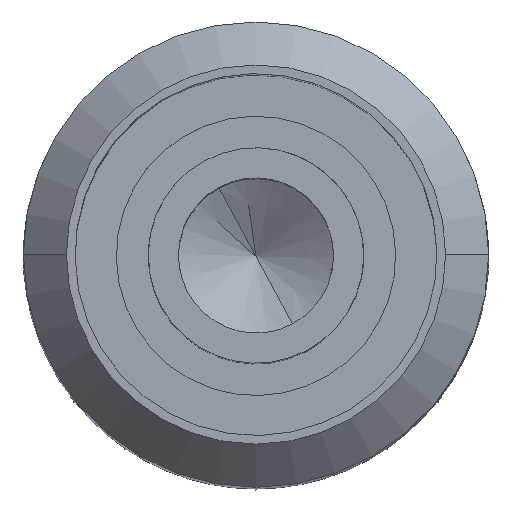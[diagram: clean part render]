
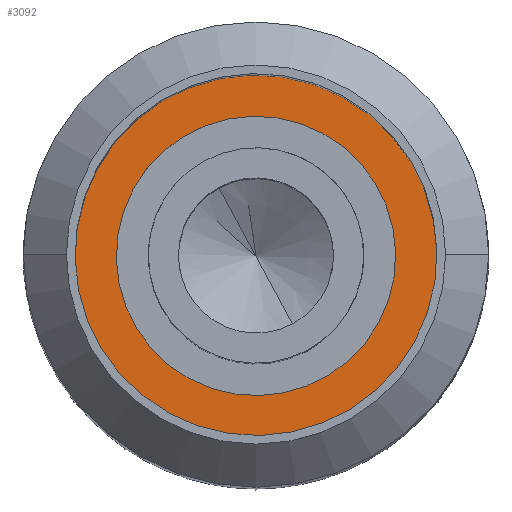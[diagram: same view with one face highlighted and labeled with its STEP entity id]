
A CAD part, top view. The second image highlights one B-rep face of the part: STEP entity #3092.
In plain terms, the highlighted planar face has unit normal (0, 0, 1).
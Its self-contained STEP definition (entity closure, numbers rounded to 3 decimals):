
#3008=AXIS2_PLACEMENT_3D('Circle Axis2P3D',#3006,#3007,$) ;
#3027=AXIS2_PLACEMENT_3D('Circle Axis2P3D',#3025,#3026,$) ;
#3068=AXIS2_PLACEMENT_3D('Plane Axis2P3D',#3065,#3066,#3067) ;
#3076=AXIS2_PLACEMENT_3D('Circle Axis2P3D',#3074,#3075,$) ;
#3085=AXIS2_PLACEMENT_3D('Circle Axis2P3D',#3083,#3084,$) ;
#3003=CARTESIAN_POINT('Vertex',(4.543,1.693,23.5)) ;
#3006=CARTESIAN_POINT('Axis2P3D Location',(2.7,2.7,23.5)) ;
#3010=CARTESIAN_POINT('Vertex',(0.857,3.707,23.5)) ;
#3025=CARTESIAN_POINT('Axis2P3D Location',(2.7,2.7,23.5)) ;
#3065=CARTESIAN_POINT('Axis2P3D Location',(2.7,2.7,23.5)) ;
#3074=CARTESIAN_POINT('Axis2P3D Location',(2.7,2.7,23.5)) ;
#3078=CARTESIAN_POINT('Vertex',(1.277,3.477,23.5)) ;
#3080=CARTESIAN_POINT('Vertex',(4.123,1.923,23.5)) ;
#3083=CARTESIAN_POINT('Axis2P3D Location',(2.7,2.7,23.5)) ;
#3007=DIRECTION('Axis2P3D Direction',(0.,0.,-1.)) ;
#3026=DIRECTION('Axis2P3D Direction',(0.,0.,-1.)) ;
#3066=DIRECTION('Axis2P3D Direction',(0.,0.,-1.)) ;
#3067=DIRECTION('Axis2P3D XDirection',(1.,0.,0.)) ;
#3075=DIRECTION('Axis2P3D Direction',(0.,0.,-1.)) ;
#3084=DIRECTION('Axis2P3D Direction',(0.,0.,-1.)) ;
#3071=ORIENTED_EDGE('',*,*,#3029,.F.) ;
#3072=ORIENTED_EDGE('',*,*,#3012,.F.) ;
#3089=ORIENTED_EDGE('',*,*,#3082,.T.) ;
#3090=ORIENTED_EDGE('',*,*,#3087,.T.) ;
#3091=FACE_BOUND('',#3088,.T.) ;
#3092=ADVANCED_FACE('GF PS ....1\\GRIFF',(#3073,#3091),#3069,.F.) ;
#3009=CIRCLE('generated circle',#3008,2.1) ;
#3028=CIRCLE('generated circle',#3027,2.1) ;
#3077=CIRCLE('generated circle',#3076,1.621) ;
#3086=CIRCLE('generated circle',#3085,1.621) ;
#3012=EDGE_CURVE('',#3004,#3011,#3009,.T.) ;
#3029=EDGE_CURVE('',#3011,#3004,#3028,.T.) ;
#3082=EDGE_CURVE('',#3079,#3081,#3077,.T.) ;
#3087=EDGE_CURVE('',#3081,#3079,#3086,.T.) ;
#3070=EDGE_LOOP('',(#3071,#3072)) ;
#3088=EDGE_LOOP('',(#3089,#3090)) ;
#3073=FACE_OUTER_BOUND('',#3070,.T.) ;
#3069=PLANE('',#3068) ;
#3004=VERTEX_POINT('',#3003) ;
#3011=VERTEX_POINT('',#3010) ;
#3079=VERTEX_POINT('',#3078) ;
#3081=VERTEX_POINT('',#3080) ;
